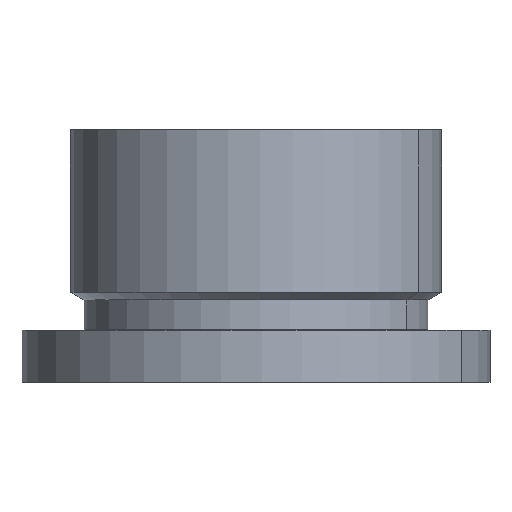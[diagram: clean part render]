
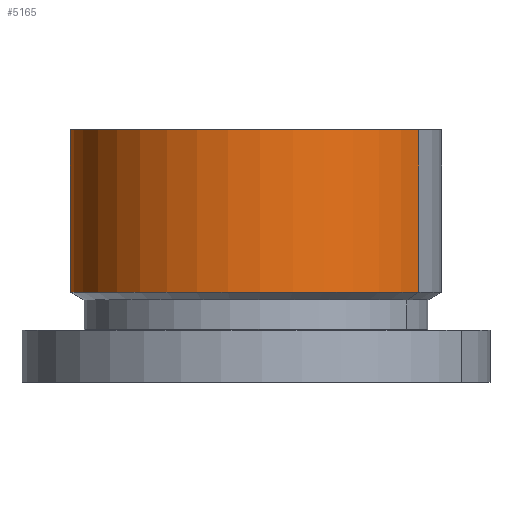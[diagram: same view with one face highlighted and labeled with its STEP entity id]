
A CAD part, left-side view. The second image highlights one B-rep face of the part: STEP entity #5165.
In plain terms, the highlighted cylindrical face has radius 294.513 mm (diameter 589.026 mm), a partial arc.
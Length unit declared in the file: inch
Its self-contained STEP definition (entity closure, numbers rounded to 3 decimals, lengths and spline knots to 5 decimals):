
#2270=AXIS2_PLACEMENT_3D('Circle Axis2P3D',#2268,#2269,$) ;
#5126=AXIS2_PLACEMENT_3D('Cylinder Axis2P3D',#5123,#5124,#5125) ;
#5156=AXIS2_PLACEMENT_3D('Circle Axis2P3D',#5154,#5155,$) ;
#2246=CARTESIAN_POINT('Vertex',(5.55894,10.17557,5.61786)) ;
#2253=CARTESIAN_POINT('Vertex',(-5.55894,-10.17557,5.61786)) ;
#2268=CARTESIAN_POINT('Axis2P3D Location',(0.,0.,5.61786)) ;
#5123=CARTESIAN_POINT('Axis2P3D Location',(0.,0.,7.75)) ;
#5128=CARTESIAN_POINT('Line Origine',(5.55894,10.17557,10.68393)) ;
#5132=CARTESIAN_POINT('Vertex',(5.55894,10.17557,15.75)) ;
#5139=CARTESIAN_POINT('Vertex',(-5.55894,-10.17557,15.75)) ;
#5142=CARTESIAN_POINT('Line Origine',(-5.55894,-10.17557,10.68393)) ;
#5154=CARTESIAN_POINT('Axis2P3D Location',(0.,0.,15.75)) ;
#2269=DIRECTION('Axis2P3D Direction',(-0.,0.,0.039)) ;
#5124=DIRECTION('Axis2P3D Direction',(0.,0.,-0.039)) ;
#5125=DIRECTION('Axis2P3D XDirection',(-0.019,-0.035,0.)) ;
#5129=DIRECTION('Vector Direction',(0.,0.,-0.039)) ;
#5143=DIRECTION('Vector Direction',(0.,0.,-0.039)) ;
#5155=DIRECTION('Axis2P3D Direction',(0.,0.,-0.039)) ;
#5130=VECTOR('Line Direction',#5129,0.03937) ;
#5144=VECTOR('Line Direction',#5143,0.03937) ;
#5160=ORIENTED_EDGE('',*,*,#2272,.F.) ;
#5161=ORIENTED_EDGE('',*,*,#5146,.T.) ;
#5162=ORIENTED_EDGE('',*,*,#5158,.T.) ;
#5163=ORIENTED_EDGE('',*,*,#5134,.F.) ;
#5165=ADVANCED_FACE('PartBody',(#5164),#5127,.T.) ;
#2271=CIRCLE('generated circle',#2270,11.595) ;
#5157=CIRCLE('generated circle',#5156,11.595) ;
#5127=CYLINDRICAL_SURFACE('generated cylinder',#5126,11.595) ;
#2272=EDGE_CURVE('',#2254,#2247,#2271,.F.) ;
#5134=EDGE_CURVE('',#2247,#5133,#5131,.F.) ;
#5146=EDGE_CURVE('',#2254,#5140,#5145,.F.) ;
#5158=EDGE_CURVE('',#5140,#5133,#5157,.T.) ;
#5159=EDGE_LOOP('',(#5160,#5161,#5162,#5163)) ;
#5164=FACE_OUTER_BOUND('',#5159,.T.) ;
#5131=LINE('Line',#5128,#5130) ;
#5145=LINE('Line',#5142,#5144) ;
#2247=VERTEX_POINT('',#2246) ;
#2254=VERTEX_POINT('',#2253) ;
#5133=VERTEX_POINT('',#5132) ;
#5140=VERTEX_POINT('',#5139) ;
